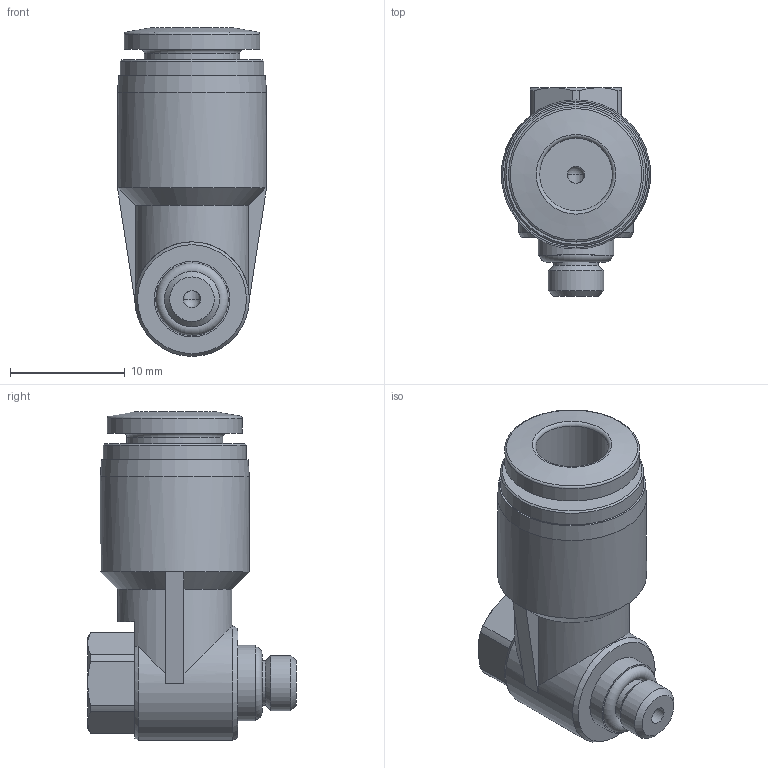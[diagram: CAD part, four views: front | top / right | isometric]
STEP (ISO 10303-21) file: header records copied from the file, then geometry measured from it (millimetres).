
FILE_DESCRIPTION(/* description */ ('STEP AP214'),/* implementation_level */ '2;1');
FILE_NAME(/* name */ '564730_QBLV-10-32-UNF-1_4-U',/* time_stamp */ '2024-09-14T04:12:32+02:00',/* author */ ('License CC BY-ND 4.0'),/* organization */ ('CADENAS'),/* preprocessor_version */ 'ST-DEVELOPER v19.3',/* originating_system */ 'PARTsolutions',/* authorisation */ ' ');
FILE_SCHEMA (('AUTOMOTIVE_DESIGN {1 0 10303 214 3 1 1}'));
Length unit declared in the file: millimetre
Products named in the file (1): 564730 QBLV-10-32-UNF-1/4-U
Bounding box: 13 x 18.2 x 28.7 mm (x, y, z)
Volume: 2673.9 mm3; surface area: 1983.8 mm2
Topology: 1 solids, 1 shells, 65 faces, 147 edges, 89 vertices
Faces by surface type: plane 26, cylinder 19, cone 15, torus 4, sphere 1
Full cylindrical faces by diameter (mm): 1.5 x2, 3.881 x1, 4.826 x1, 6.35 x1, 6.6 x1, 8.35 x1, 10 x1, 11.8 x1, 12.5 x1, 13 x1
Entity records: 2175 total; most frequent: CARTESIAN_POINT 328, DIRECTION 301, ORIENTED_EDGE 244, AXIS2_PLACEMENT_3D 131, EDGE_CURVE 122, EDGE_LOOP 94, FACE_BOUND 94, VERTEX_POINT 86
